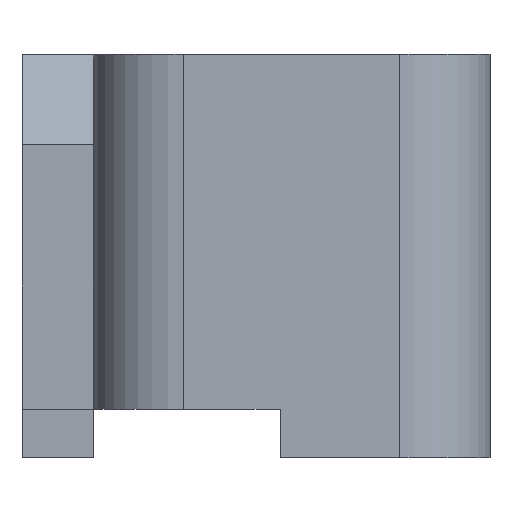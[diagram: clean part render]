
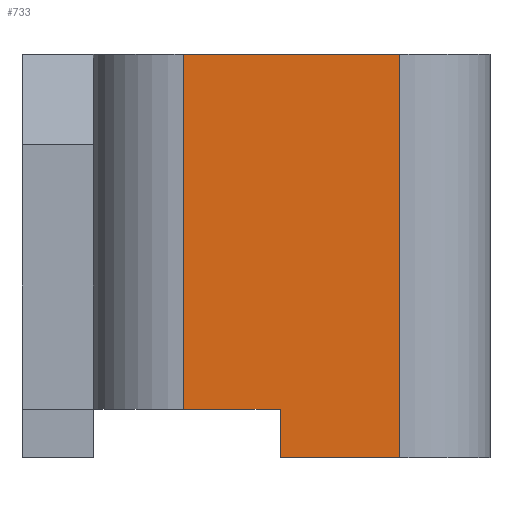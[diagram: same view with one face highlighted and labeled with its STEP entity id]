
A CAD part, left-side view. The second image highlights one B-rep face of the part: STEP entity #733.
In plain terms, the highlighted planar face has unit normal (-1, 0, 0).
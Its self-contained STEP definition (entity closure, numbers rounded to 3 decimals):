
#16=DIRECTION ( 'NONE',  ( 0., 0., -1. ) );
#17=DIRECTION ( 'NONE',  ( 0., 1., 0. ) );
#24=DIRECTION ( 'NONE',  ( -1., 0., 0. ) );
#75=CARTESIAN_POINT ( 'NONE',  ( -1., -0.615, -0.625 ) );
#91=ORIENTED_EDGE ( 'NONE', *, *, #931, .T. );
#118=LINE ( 'NONE', #127, #157 );
#121=DIRECTION ( 'NONE',  ( 0., 0., 1. ) );
#127=CARTESIAN_POINT ( 'NONE',  ( -1., 0.035, -0.475 ) );
#141=ORIENTED_EDGE ( 'NONE', *, *, #211, .F. );
#157=VECTOR ( 'NONE', #397, 1000. );
#167=VECTOR ( 'NONE', #17, 1000. );
#211=EDGE_CURVE ( 'NONE', #686, #685, #1300, .T. );
#214=FACE_OUTER_BOUND ( 'NONE', #898, .T. );
#234=VECTOR ( 'NONE', #16, 1000. );
#264=CARTESIAN_POINT ( 'NONE',  ( -1., -0.335, -0.625 ) );
#318=EDGE_CURVE ( 'NONE', #799, #686, #759, .T. );
#339=VERTEX_POINT ( 'NONE', #127 );
#352=CARTESIAN_POINT ( 'NONE',  ( -1., 0.335, 0.625 ) );
#360=LINE ( 'NONE', #417, #167 );
#387=CARTESIAN_POINT ( 'NONE',  ( -1., 0.035, -0.625 ) );
#397=DIRECTION ( 'NONE',  ( 0., 1., 0. ) );
#417=CARTESIAN_POINT ( 'NONE',  ( -1., -0.615, 0.625 ) );
#461=ORIENTED_EDGE ( 'NONE', *, *, #719, .T. );
#505=DIRECTION ( 'NONE',  ( 0., 0., 1. ) );
#528=PLANE ( 'NONE',  #1301 );
#531=LINE ( 'NONE', #127, #656 );
#563=VERTEX_POINT ( 'NONE', #352 );
#621=CARTESIAN_POINT ( 'NONE',  ( -1., 0.335, -0.475 ) );
#656=VECTOR ( 'NONE', #505, 1000. );
#685=VERTEX_POINT ( 'NONE', #387 );
#686=VERTEX_POINT ( 'NONE', #264 );
#696=ORIENTED_EDGE ( 'NONE', *, *, #909, .F. );
#719=EDGE_CURVE ( 'NONE', #799, #563, #360, .T. );
#733=ADVANCED_FACE ( 'NONE', ( #214 ), #528, .T. );
#759=LINE ( 'NONE', #1009, #234 );
#799=VERTEX_POINT ( 'NONE', #1009 );
#898=EDGE_LOOP ( 'NONE', ( #696, #1120, #141, #1034, #461, #91 ) );
#904=EDGE_CURVE ( 'NONE', #685, #339, #531, .T. );
#909=EDGE_CURVE ( 'NONE', #339, #1269, #118, .T. );
#931=EDGE_CURVE ( 'NONE', #563, #1269, #973, .T. );
#973=LINE ( 'NONE', #352, #234 );
#1009=CARTESIAN_POINT ( 'NONE',  ( -1., -0.335, 0.625 ) );
#1034=ORIENTED_EDGE ( 'NONE', *, *, #318, .F. );
#1120=ORIENTED_EDGE ( 'NONE', *, *, #904, .F. );
#1269=VERTEX_POINT ( 'NONE', #621 );
#1300=LINE ( 'NONE', #75, #167 );
#1301=AXIS2_PLACEMENT_3D ( 'NONE', #417, #24, #121 );
